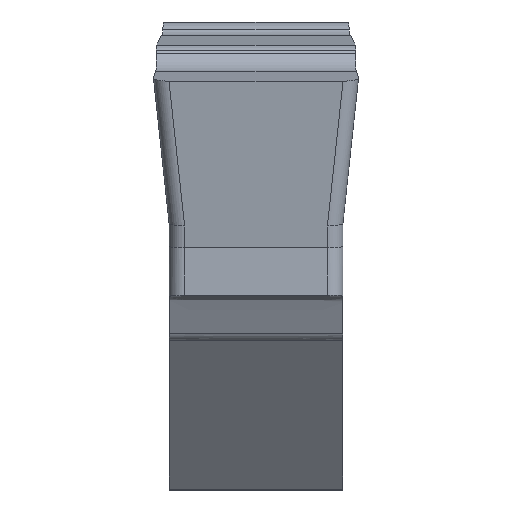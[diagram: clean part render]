
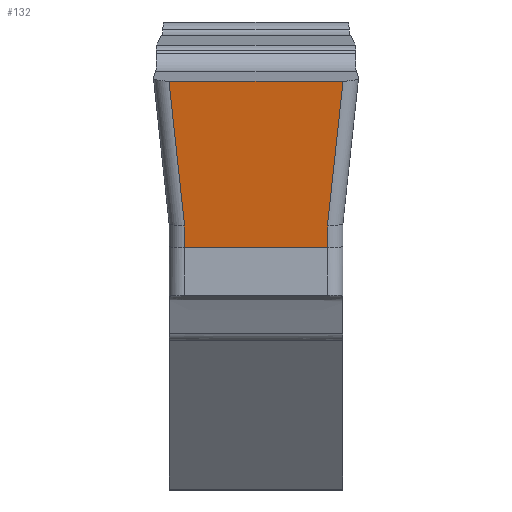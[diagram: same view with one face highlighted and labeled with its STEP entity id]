
A CAD part, front view. The second image highlights one B-rep face of the part: STEP entity #132.
In plain terms, the highlighted planar face has unit normal (0, -0.993, -0.122).
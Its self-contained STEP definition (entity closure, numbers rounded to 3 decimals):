
#132=ADVANCED_FACE('',(#192),#175,.F.);
#175=PLANE('',#936);
#192=FACE_OUTER_BOUND('',#236,.T.);
#236=EDGE_LOOP('',(#319,#320,#321,#322,#323,#324));
#319=ORIENTED_EDGE('',*,*,#634,.T.);
#320=ORIENTED_EDGE('',*,*,#635,.T.);
#321=ORIENTED_EDGE('',*,*,#636,.T.);
#322=ORIENTED_EDGE('',*,*,#593,.T.);
#323=ORIENTED_EDGE('',*,*,#637,.T.);
#324=ORIENTED_EDGE('',*,*,#638,.T.);
#515=VERTEX_POINT('',#1333);
#516=VERTEX_POINT('',#1334);
#554=VERTEX_POINT('',#1485);
#555=VERTEX_POINT('',#1486);
#556=VERTEX_POINT('',#1488);
#557=VERTEX_POINT('',#1491);
#593=EDGE_CURVE('',#515,#516,#713,.T.);
#634=EDGE_CURVE('',#554,#555,#735,.T.);
#635=EDGE_CURVE('',#555,#556,#736,.T.);
#636=EDGE_CURVE('',#556,#515,#737,.T.);
#637=EDGE_CURVE('',#516,#557,#738,.T.);
#638=EDGE_CURVE('',#557,#554,#739,.T.);
#713=LINE('',#1332,#778);
#735=LINE('',#1484,#800);
#736=LINE('',#1487,#801);
#737=LINE('',#1489,#802);
#738=LINE('',#1490,#803);
#739=LINE('',#1492,#804);
#778=VECTOR('',#998,1.);
#800=VECTOR('',#1056,1.);
#801=VECTOR('',#1057,1.);
#802=VECTOR('',#1058,1.);
#803=VECTOR('',#1059,1.);
#804=VECTOR('',#1060,1.);
#936=AXIS2_PLACEMENT_3D('',#1493,#1061,#1062);
#998=DIRECTION('',(1.,0.,0.));
#1056=DIRECTION('',(-1.,0.,0.));
#1057=DIRECTION('',(0.106,0.121,-0.987));
#1058=DIRECTION('',(0.,0.122,-0.993));
#1059=DIRECTION('',(0.,-0.122,0.993));
#1060=DIRECTION('',(0.106,-0.121,0.987));
#1061=DIRECTION('',(0.,0.993,0.122));
#1062=DIRECTION('',(0.,-0.122,0.993));
#1332=CARTESIAN_POINT('',(-1.519,-5.6,-3.258));
#1333=CARTESIAN_POINT('',(-1.4,-5.6,-3.258));
#1334=CARTESIAN_POINT('',(1.4,-5.6,-3.258));
#1484=CARTESIAN_POINT('',(-1.519,-6.,0.));
#1485=CARTESIAN_POINT('',(1.702,-6.,0.));
#1486=CARTESIAN_POINT('',(-1.702,-6.,0.));
#1487=CARTESIAN_POINT('',(-1.379,-5.63,-3.014));
#1488=CARTESIAN_POINT('',(-1.4,-5.654,-2.815));
#1489=CARTESIAN_POINT('',(-1.4,-6.,0.));
#1490=CARTESIAN_POINT('',(1.4,-6.,0.));
#1491=CARTESIAN_POINT('',(1.4,-5.654,-2.815));
#1492=CARTESIAN_POINT('',(1.706,-6.004,0.034));
#1493=CARTESIAN_POINT('',(-1.519,-6.,0.));
